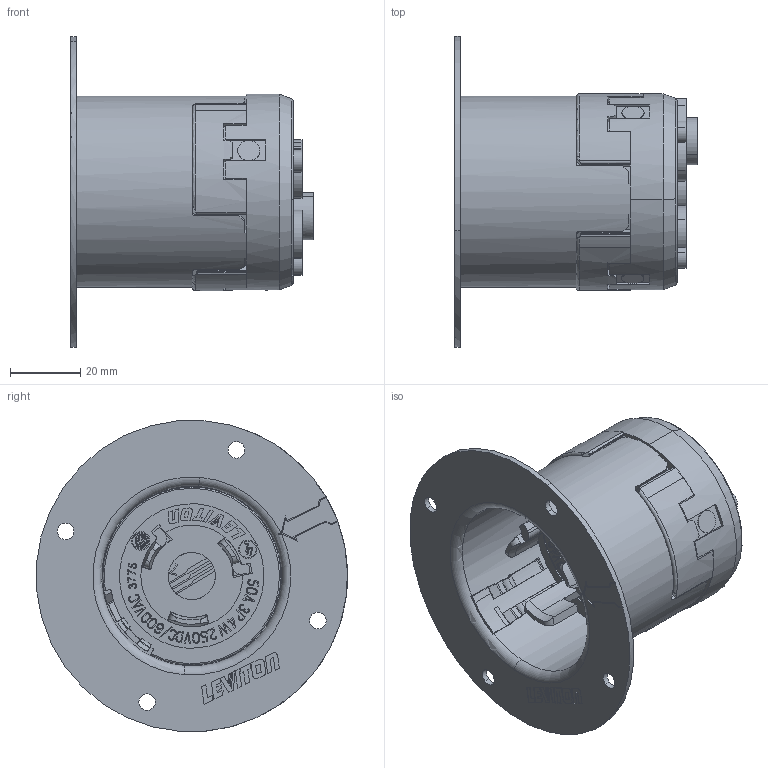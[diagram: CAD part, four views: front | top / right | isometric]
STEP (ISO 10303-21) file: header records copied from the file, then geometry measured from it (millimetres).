
FILE_DESCRIPTION (( 'STEP AP214' ), '1' );
FILE_NAME ('CATSTD-03775-000-M01.STEP', '2022-07-25T19:16:32', ( '' ), ( '' ), 'SwSTEP 2.0', 'SolidWorks 2020', '' );
FILE_SCHEMA (( 'AUTOMOTIVE_DESIGN' ));
Length unit declared in the file: inch
Products named in the file (1): CATSTD-03775-000-M01
Bounding box: 69.18 x 88.75 x 88.63 mm (x, y, z)
Volume: 96641 mm3; surface area: 36911.5 mm2
Topology: 1 solids, 1 shells, 1078 faces, 2994 edges, 1975 vertices
Faces by surface type: plane 678, cylinder 332, torus 41, cone 21, bspline 6
Full cylindrical faces by diameter (mm): 54.585 x1
Entity records: 49871 total; most frequent: CARTESIAN_POINT 8324, ORIENTED_EDGE 5984, DIRECTION 5672, EDGE_CURVE 2992, VERTEX_POINT 1974, LINE 1928, VECTOR 1928, AXIS2_PLACEMENT_3D 1872
